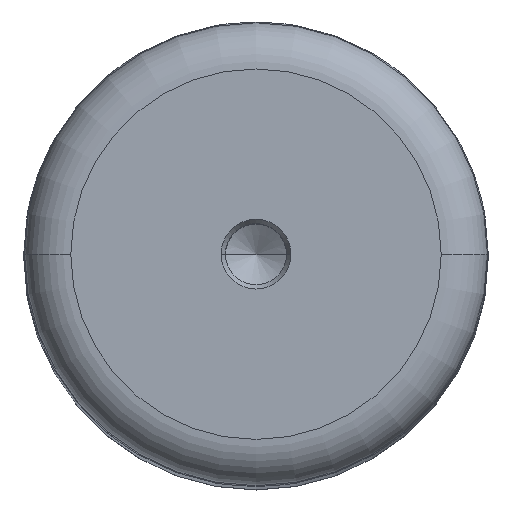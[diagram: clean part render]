
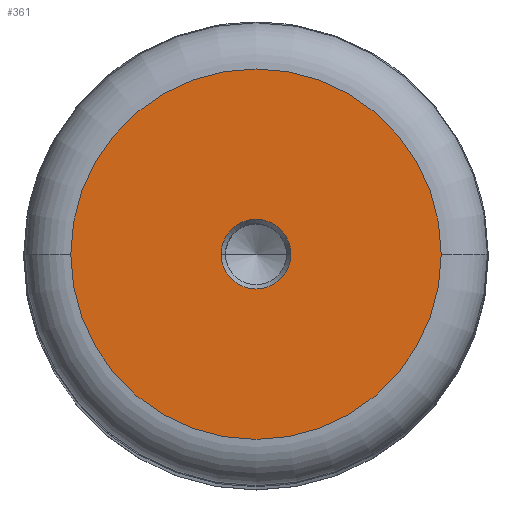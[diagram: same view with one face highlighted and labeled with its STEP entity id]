
A CAD part, top view. The second image highlights one B-rep face of the part: STEP entity #361.
In plain terms, the highlighted planar face has unit normal (0, 0, 1).
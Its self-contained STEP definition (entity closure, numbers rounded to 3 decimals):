
#1 = EDGE_LOOP ( 'NONE', ( #247, #146 ) ) ;
#25 = CARTESIAN_POINT ( 'NONE',  ( 6., 0., 350. ) ) ;
#34 = VERTEX_POINT ( 'NONE', #521 ) ;
#36 = FACE_OUTER_BOUND ( 'NONE', #92, .T. ) ;
#50 = DIRECTION ( 'NONE',  ( 1., 0., 0. ) ) ;
#52 = DIRECTION ( 'NONE',  ( 1., 0., 0. ) ) ;
#92 = EDGE_LOOP ( 'NONE', ( #173, #464 ) ) ;
#105 = DIRECTION ( 'NONE',  ( 0., 0., 1. ) ) ;
#123 = DIRECTION ( 'NONE',  ( 0., 0., 1. ) ) ;
#128 = VERTEX_POINT ( 'NONE', #25 ) ;
#146 = ORIENTED_EDGE ( 'NONE', *, *, #652, .F. ) ;
#173 = ORIENTED_EDGE ( 'NONE', *, *, #529, .T. ) ;
#200 = DIRECTION ( 'NONE',  ( 1., 0., 0. ) ) ;
#235 = CIRCLE ( 'NONE', #734, 31.897 ) ;
#247 = ORIENTED_EDGE ( 'NONE', *, *, #256, .F. ) ;
#256 = EDGE_CURVE ( 'NONE', #128, #522, #737, .T. ) ;
#261 = CIRCLE ( 'NONE', #659, 31.897 ) ;
#266 = AXIS2_PLACEMENT_3D ( 'NONE', #334, #105, #52 ) ;
#268 = DIRECTION ( 'NONE',  ( 0., 0., 1. ) ) ;
#313 = CIRCLE ( 'NONE', #580, 6. ) ;
#334 = CARTESIAN_POINT ( 'NONE',  ( 0., 0., 350. ) ) ;
#336 = EDGE_CURVE ( 'NONE', #34, #648, #235, .T. ) ;
#361 = ADVANCED_FACE ( 'NONE', ( #720, #36 ), #690, .T. ) ;
#405 = CARTESIAN_POINT ( 'NONE',  ( 0., 0., 350. ) ) ;
#451 = CARTESIAN_POINT ( 'NONE',  ( 0., 0., 350. ) ) ;
#459 = CARTESIAN_POINT ( 'NONE',  ( 31.897, 0., 350. ) ) ;
#460 = CARTESIAN_POINT ( 'NONE',  ( -6., 0., 350. ) ) ;
#464 = ORIENTED_EDGE ( 'NONE', *, *, #336, .T. ) ;
#496 = AXIS2_PLACEMENT_3D ( 'NONE', #669, #268, #200 ) ;
#499 = DIRECTION ( 'NONE',  ( 0., 0., 1. ) ) ;
#509 = DIRECTION ( 'NONE',  ( 1., 0., 0. ) ) ;
#516 = DIRECTION ( 'NONE',  ( 1., 0., 0. ) ) ;
#521 = CARTESIAN_POINT ( 'NONE',  ( -31.897, 0., 350. ) ) ;
#522 = VERTEX_POINT ( 'NONE', #460 ) ;
#529 = EDGE_CURVE ( 'NONE', #648, #34, #261, .T. ) ;
#567 = DIRECTION ( 'NONE',  ( 0., 0., 1. ) ) ;
#580 = AXIS2_PLACEMENT_3D ( 'NONE', #744, #567, #50 ) ;
#648 = VERTEX_POINT ( 'NONE', #459 ) ;
#652 = EDGE_CURVE ( 'NONE', #522, #128, #313, .T. ) ;
#659 = AXIS2_PLACEMENT_3D ( 'NONE', #405, #123, #516 ) ;
#669 = CARTESIAN_POINT ( 'NONE',  ( 0., 0., 350. ) ) ;
#690 = PLANE ( 'NONE',  #266 ) ;
#720 = FACE_BOUND ( 'NONE', #1, .T. ) ;
#734 = AXIS2_PLACEMENT_3D ( 'NONE', #451, #499, #509 ) ;
#737 = CIRCLE ( 'NONE', #496, 6. ) ;
#744 = CARTESIAN_POINT ( 'NONE',  ( 0., 0., 350. ) ) ;
